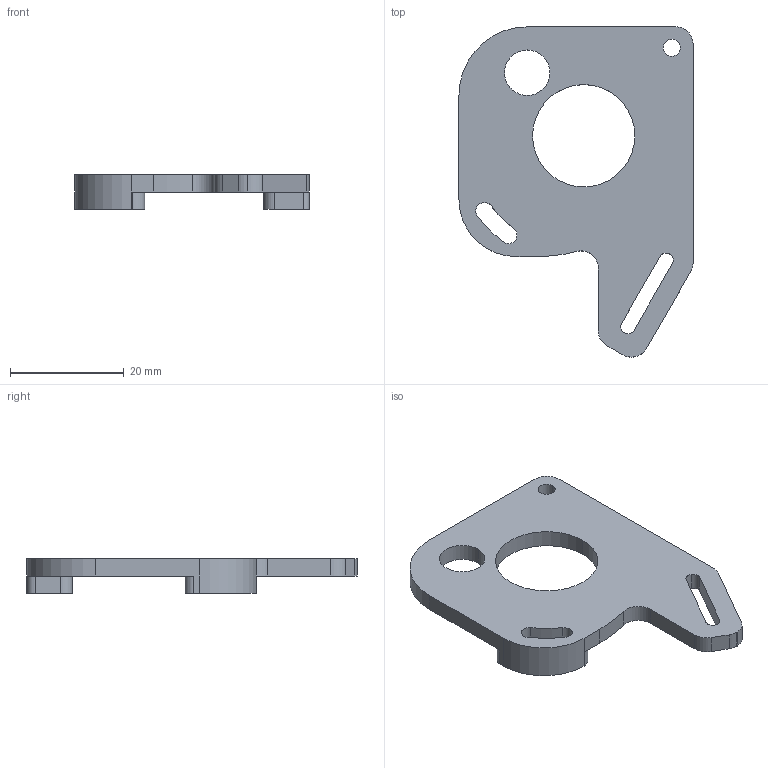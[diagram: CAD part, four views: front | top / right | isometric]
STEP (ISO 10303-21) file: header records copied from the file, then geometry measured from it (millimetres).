
FILE_DESCRIPTION (( 'STEP AP203' ), '1' );
FILE_NAME ('feeder_back.STEP', '2022-02-13T11:21:39', ( '' ), ( '' ), 'SwSTEP 2.0', 'SolidWorks 2020', '' );
FILE_SCHEMA (( 'CONFIG_CONTROL_DESIGN' ));
Length unit declared in the file: millimetre
Products named in the file (1): feeder_back
Bounding box: 41.15 x 58.09 x 6 mm (x, y, z)
Volume: 4744.5 mm3; surface area: 4162.5 mm2
Topology: 1 solids, 1 shells, 51 faces, 147 edges, 98 vertices
Faces by surface type: cylinder 32, plane 19
Entity records: 1802 total; most frequent: DIRECTION 315, CARTESIAN_POINT 297, ORIENTED_EDGE 294, EDGE_CURVE 147, AXIS2_PLACEMENT_3D 116, VERTEX_POINT 98, LINE 83, VECTOR 83
